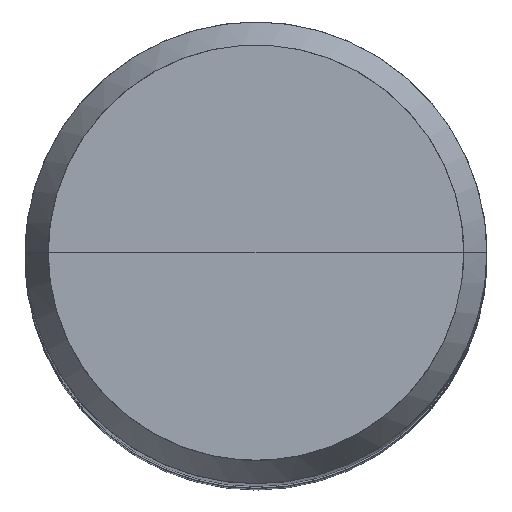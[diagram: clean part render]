
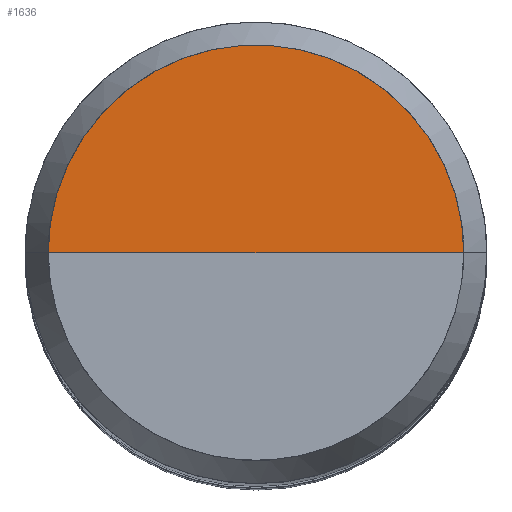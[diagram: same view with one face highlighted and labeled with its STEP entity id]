
A CAD part, top view. The second image highlights one B-rep face of the part: STEP entity #1636.
In plain terms, the highlighted free-form (B-spline) face has degree [1, 2] with [2, 5] control points.
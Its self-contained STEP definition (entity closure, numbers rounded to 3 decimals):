
#1307=CARTESIAN_POINT('',(9.0,0.0,68.7));
#1308=CARTESIAN_POINT('',(9.0,9.0,68.7));
#1309=CARTESIAN_POINT('',(0.0,9.0,68.7));
#1310=CARTESIAN_POINT('',(-9.0,9.0,68.7));
#1311=CARTESIAN_POINT('',(-9.0,0.0,68.7));
#1312=CARTESIAN_POINT('',(0.0,0.0,68.7));
#1621=(
BOUNDED_SURFACE()
B_SPLINE_SURFACE(1,2,(
(#1307,#1308,#1309,#1310,#1311),
(#1312,#1312,#1312,#1312,#1312)
), .UNSPECIFIED.,.F.,.F.,.F.)
B_SPLINE_SURFACE_WITH_KNOTS((2,2),(3,2,3),(
0.0,1.0),(
0.0,0.5,1.0), .UNSPECIFIED.)
GEOMETRIC_REPRESENTATION_ITEM()
RATIONAL_B_SPLINE_SURFACE(((1.0,0.707,1.0,0.707,1.0),
(1.0,0.707,1.0,0.707,1.0)
))
REPRESENTATION_ITEM('')
SURFACE()
);
#1622=(
BOUNDED_CURVE()
B_SPLINE_CURVE(2,(#1311,#1310,#1309,#1308,#1307),.UNSPECIFIED.,.F.,.F.)
B_SPLINE_CURVE_WITH_KNOTS((3,2,3),
(0.0,0.5,1.0),.UNSPECIFIED.)
CURVE()
GEOMETRIC_REPRESENTATION_ITEM()
RATIONAL_B_SPLINE_CURVE((1.0,0.707,1.0,0.707,1.0))
REPRESENTATION_ITEM('')
);
#1623=(
BOUNDED_CURVE()
B_SPLINE_CURVE(1,(#1307,#1312),.UNSPECIFIED.,.F.,.F.)
B_SPLINE_CURVE_WITH_KNOTS((2,2),
(0.0,1.0),.UNSPECIFIED.)
CURVE()
GEOMETRIC_REPRESENTATION_ITEM()
RATIONAL_B_SPLINE_CURVE((1.0,1.0))
REPRESENTATION_ITEM('')
);
#1624=(
BOUNDED_CURVE()
B_SPLINE_CURVE(1,(#1312,#1311),.UNSPECIFIED.,.F.,.F.)
B_SPLINE_CURVE_WITH_KNOTS((2,2),
(0.0,1.0),.UNSPECIFIED.)
CURVE()
GEOMETRIC_REPRESENTATION_ITEM()
RATIONAL_B_SPLINE_CURVE((1.0,1.0))
REPRESENTATION_ITEM('')
);
#1625=VERTEX_POINT('',#1307);
#1626=VERTEX_POINT('',#1311);
#1627=VERTEX_POINT('',#1312);
#1628=EDGE_CURVE('',#1626,#1625,#1622,.T.);
#1629=EDGE_CURVE('',#1625,#1627,#1623,.T.);
#1630=EDGE_CURVE('',#1627,#1626,#1624,.T.);
#1631=ORIENTED_EDGE('',*,*,#1628,.T.);
#1632=ORIENTED_EDGE('',*,*,#1629,.T.);
#1633=ORIENTED_EDGE('',*,*,#1630,.T.);
#1634=EDGE_LOOP('',(#1631,#1632,#1633));
#1635=FACE_OUTER_BOUND('',#1634,.T.);
#1636=ADVANCED_FACE('',(#1635),#1621,.T.);
